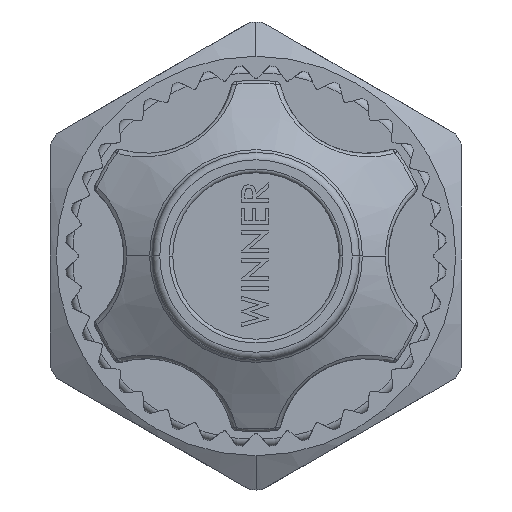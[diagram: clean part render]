
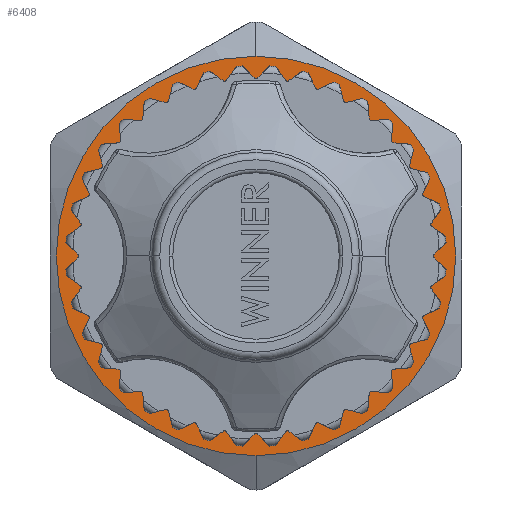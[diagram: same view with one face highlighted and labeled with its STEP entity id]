
A CAD part, left-side view. The second image highlights one B-rep face of the part: STEP entity #6408.
In plain terms, the highlighted planar face has unit normal (-1, 0, 0).
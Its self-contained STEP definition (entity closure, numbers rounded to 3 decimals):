
#876 = DIRECTION ( 'NONE',  ( 0., 0., -1. ) ) ;
#1472 = CARTESIAN_POINT ( 'NONE',  ( 3.55, 0., 0. ) ) ;
#1488 = CARTESIAN_POINT ( 'NONE',  ( 3.55, 0., 10.8 ) ) ;
#2950 = VERTEX_POINT ( 'NONE', #16992 ) ;
#3009 = EDGE_CURVE ( 'NONE', #10033, #8360, #16574, .T. ) ;
#3083 = CARTESIAN_POINT ( 'NONE',  ( 3.55, 0., 9.525 ) ) ;
#3374 = AXIS2_PLACEMENT_3D ( 'NONE', #12842, #11331, #11443 ) ;
#3921 = CARTESIAN_POINT ( 'NONE',  ( 3.55, 0., -9.525 ) ) ;
#4312 = EDGE_LOOP ( 'NONE', ( #15293, #11382 ) ) ;
#4677 = DIRECTION ( 'NONE',  ( 1., 0., 0. ) ) ;
#4773 = FACE_OUTER_BOUND ( 'NONE', #10806, .T. ) ;
#4951 = EDGE_CURVE ( 'NONE', #6582, #2950, #6070, .T. ) ;
#5161 = CARTESIAN_POINT ( 'NONE',  ( 3.55, 9.525, 0. ) ) ;
#6070 = CIRCLE ( 'NONE', #11683, 10.8 ) ;
#6408 = ADVANCED_FACE ( 'NONE', ( #11395, #4773 ), #14276, .T. ) ;
#6582 = VERTEX_POINT ( 'NONE', #1488 ) ;
#6744 = DIRECTION ( 'NONE',  ( -1., 0., 0. ) ) ;
#7447 = DIRECTION ( 'NONE',  ( 0., 0., -1. ) ) ;
#8360 = VERTEX_POINT ( 'NONE', #3921 ) ;
#10033 = VERTEX_POINT ( 'NONE', #3083 ) ;
#10228 = CARTESIAN_POINT ( 'NONE',  ( 3.55, 0., 0. ) ) ;
#10537 = ORIENTED_EDGE ( 'NONE', *, *, #4951, .T. ) ;
#10806 = EDGE_LOOP ( 'NONE', ( #13084, #10537 ) ) ;
#10816 = DIRECTION ( 'NONE',  ( 0., 0., 1. ) ) ;
#11331 = DIRECTION ( 'NONE',  ( -1., 0., 0. ) ) ;
#11382 = ORIENTED_EDGE ( 'NONE', *, *, #3009, .T. ) ;
#11395 = FACE_BOUND ( 'NONE', #4312, .T. ) ;
#11443 = DIRECTION ( 'NONE',  ( 0., 0., 1. ) ) ;
#11513 = AXIS2_PLACEMENT_3D ( 'NONE', #14048, #4677, #7447 ) ;
#11683 = AXIS2_PLACEMENT_3D ( 'NONE', #1472, #6744, #10816 ) ;
#12272 = EDGE_CURVE ( 'NONE', #8360, #10033, #14567, .T. ) ;
#12842 = CARTESIAN_POINT ( 'NONE',  ( 3.55, 0., 0. ) ) ;
#13084 = ORIENTED_EDGE ( 'NONE', *, *, #15195, .T. ) ;
#13117 = AXIS2_PLACEMENT_3D ( 'NONE', #10228, #16787, #876 ) ;
#13124 = DIRECTION ( 'NONE',  ( 0., 0., 1. ) ) ;
#14048 = CARTESIAN_POINT ( 'NONE',  ( 3.55, 0., 0. ) ) ;
#14276 = PLANE ( 'NONE',  #14868 ) ;
#14424 = CIRCLE ( 'NONE', #3374, 10.8 ) ;
#14567 = CIRCLE ( 'NONE', #11513, 9.525 ) ;
#14868 = AXIS2_PLACEMENT_3D ( 'NONE', #5161, #16872, #13124 ) ;
#15195 = EDGE_CURVE ( 'NONE', #2950, #6582, #14424, .T. ) ;
#15293 = ORIENTED_EDGE ( 'NONE', *, *, #12272, .T. ) ;
#16574 = CIRCLE ( 'NONE', #13117, 9.525 ) ;
#16787 = DIRECTION ( 'NONE',  ( 1., 0., 0. ) ) ;
#16872 = DIRECTION ( 'NONE',  ( -1., 0., 0. ) ) ;
#16992 = CARTESIAN_POINT ( 'NONE',  ( 3.55, 0., -10.8 ) ) ;
